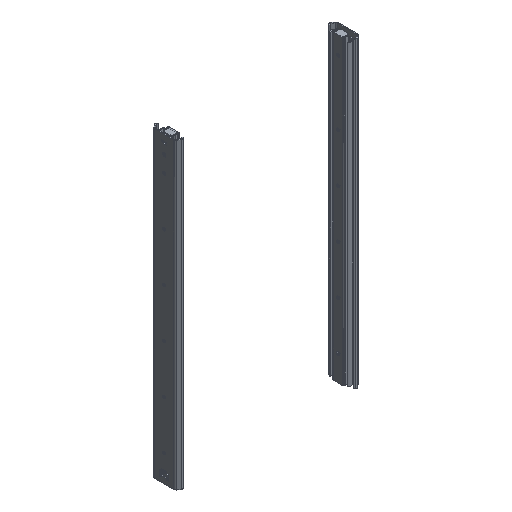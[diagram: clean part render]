
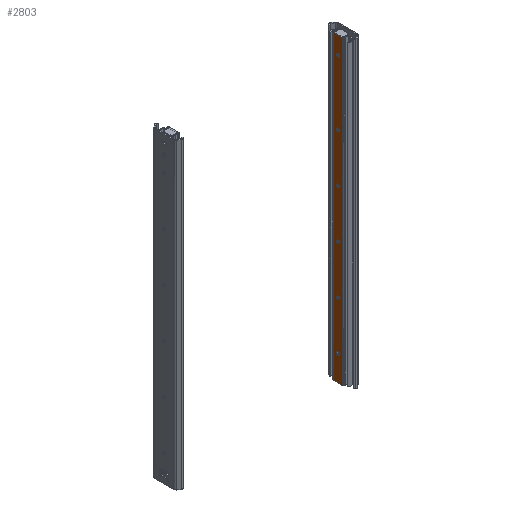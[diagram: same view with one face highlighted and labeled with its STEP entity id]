
A CAD part, isometric view. The second image highlights one B-rep face of the part: STEP entity #2803.
In plain terms, the highlighted face is planar.
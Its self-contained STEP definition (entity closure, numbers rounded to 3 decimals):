
#143=FACE_BOUND('',#502,.T.);
#144=FACE_BOUND('',#503,.T.);
#145=FACE_BOUND('',#504,.T.);
#146=FACE_BOUND('',#505,.T.);
#147=FACE_BOUND('',#506,.T.);
#148=FACE_BOUND('',#507,.T.);
#211=PLANE('',#3174);
#338=FACE_OUTER_BOUND('',#501,.T.);
#501=EDGE_LOOP('',(#2458,#2459,#2460,#2461));
#502=EDGE_LOOP('',(#2462));
#503=EDGE_LOOP('',(#2463));
#504=EDGE_LOOP('',(#2464));
#505=EDGE_LOOP('',(#2465));
#506=EDGE_LOOP('',(#2466));
#507=EDGE_LOOP('',(#2467));
#747=LINE('',#4804,#990);
#749=LINE('',#4830,#992);
#750=LINE('',#4832,#993);
#751=LINE('',#4833,#994);
#990=VECTOR('',#3914,10.);
#992=VECTOR('',#3926,10.);
#993=VECTOR('',#3927,10.);
#994=VECTOR('',#3928,10.);
#1104=CIRCLE('',#3134,2.9);
#1106=CIRCLE('',#3138,2.9);
#1108=CIRCLE('',#3142,2.9);
#1110=CIRCLE('',#3146,2.9);
#1112=CIRCLE('',#3150,2.9);
#1114=CIRCLE('',#3154,2.9);
#1344=VERTEX_POINT('',#4707);
#1346=VERTEX_POINT('',#4715);
#1348=VERTEX_POINT('',#4723);
#1350=VERTEX_POINT('',#4731);
#1352=VERTEX_POINT('',#4739);
#1354=VERTEX_POINT('',#4747);
#1368=VERTEX_POINT('',#4801);
#1369=VERTEX_POINT('',#4803);
#1375=VERTEX_POINT('',#4829);
#1376=VERTEX_POINT('',#4831);
#1694=EDGE_CURVE('',#1344,#1344,#1104,.T.);
#1698=EDGE_CURVE('',#1346,#1346,#1106,.T.);
#1702=EDGE_CURVE('',#1348,#1348,#1108,.T.);
#1706=EDGE_CURVE('',#1350,#1350,#1110,.T.);
#1710=EDGE_CURVE('',#1352,#1352,#1112,.T.);
#1714=EDGE_CURVE('',#1354,#1354,#1114,.T.);
#1736=EDGE_CURVE('',#1368,#1369,#747,.T.);
#1743=EDGE_CURVE('',#1368,#1375,#749,.T.);
#1744=EDGE_CURVE('',#1376,#1375,#750,.T.);
#1745=EDGE_CURVE('',#1376,#1369,#751,.T.);
#2458=ORIENTED_EDGE('',*,*,#1736,.F.);
#2459=ORIENTED_EDGE('',*,*,#1743,.T.);
#2460=ORIENTED_EDGE('',*,*,#1744,.F.);
#2461=ORIENTED_EDGE('',*,*,#1745,.T.);
#2462=ORIENTED_EDGE('',*,*,#1714,.T.);
#2463=ORIENTED_EDGE('',*,*,#1710,.T.);
#2464=ORIENTED_EDGE('',*,*,#1706,.T.);
#2465=ORIENTED_EDGE('',*,*,#1702,.T.);
#2466=ORIENTED_EDGE('',*,*,#1694,.T.);
#2467=ORIENTED_EDGE('',*,*,#1698,.T.);
#2803=ADVANCED_FACE('',(#338,#143,#144,#145,#146,#147,#148),#211,.T.);
#3134=AXIS2_PLACEMENT_3D('',#4708,#3820,#3821);
#3138=AXIS2_PLACEMENT_3D('',#4716,#3830,#3831);
#3142=AXIS2_PLACEMENT_3D('',#4724,#3840,#3841);
#3146=AXIS2_PLACEMENT_3D('',#4732,#3850,#3851);
#3150=AXIS2_PLACEMENT_3D('',#4740,#3860,#3861);
#3154=AXIS2_PLACEMENT_3D('',#4748,#3870,#3871);
#3174=AXIS2_PLACEMENT_3D('',#4828,#3924,#3925);
#3820=DIRECTION('center_axis',(-1.,0.,0.));
#3821=DIRECTION('ref_axis',(0.,0.,1.));
#3830=DIRECTION('center_axis',(-1.,0.,0.));
#3831=DIRECTION('ref_axis',(0.,0.,1.));
#3840=DIRECTION('center_axis',(-1.,0.,0.));
#3841=DIRECTION('ref_axis',(0.,0.,1.));
#3850=DIRECTION('center_axis',(-1.,0.,0.));
#3851=DIRECTION('ref_axis',(0.,0.,1.));
#3860=DIRECTION('center_axis',(-1.,0.,0.));
#3861=DIRECTION('ref_axis',(0.,0.,1.));
#3870=DIRECTION('center_axis',(-1.,0.,0.));
#3871=DIRECTION('ref_axis',(0.,0.,1.));
#3914=DIRECTION('',(0.,1.,0.));
#3924=DIRECTION('center_axis',(1.,0.,0.));
#3925=DIRECTION('ref_axis',(0.,-1.,0.));
#3926=DIRECTION('',(0.,0.,-1.));
#3927=DIRECTION('',(0.,-1.,0.));
#3928=DIRECTION('',(0.,0.,1.));
#4707=CARTESIAN_POINT('',(8.,0.,-37.9));
#4708=CARTESIAN_POINT('Origin',(8.,0.,-35.));
#4715=CARTESIAN_POINT('',(8.,0.,-165.9));
#4716=CARTESIAN_POINT('Origin',(8.,0.,-163.));
#4723=CARTESIAN_POINT('',(8.,0.,-261.9));
#4724=CARTESIAN_POINT('Origin',(8.,0.,-259.));
#4731=CARTESIAN_POINT('',(8.,0.,-357.9));
#4732=CARTESIAN_POINT('Origin',(8.,0.,-355.));
#4739=CARTESIAN_POINT('',(8.,0.,-453.9));
#4740=CARTESIAN_POINT('Origin',(8.,0.,-451.));
#4747=CARTESIAN_POINT('',(8.,0.,-549.9));
#4748=CARTESIAN_POINT('Origin',(8.,0.,-547.));
#4801=CARTESIAN_POINT('',(8.,-9.7,0.));
#4803=CARTESIAN_POINT('',(8.,9.7,0.));
#4804=CARTESIAN_POINT('',(8.,-11.283,0.));
#4828=CARTESIAN_POINT('Origin',(8.,11.283,0.));
#4829=CARTESIAN_POINT('',(8.,-9.7,-597.));
#4830=CARTESIAN_POINT('',(8.,-9.7,0.));
#4831=CARTESIAN_POINT('',(8.,9.7,-597.));
#4832=CARTESIAN_POINT('',(8.,-11.283,-597.));
#4833=CARTESIAN_POINT('',(8.,9.7,0.));
